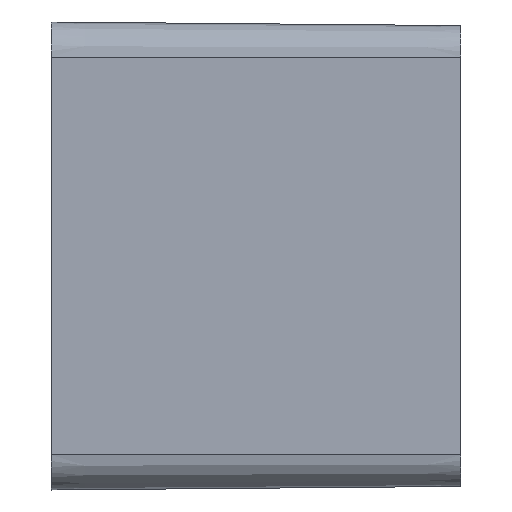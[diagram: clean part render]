
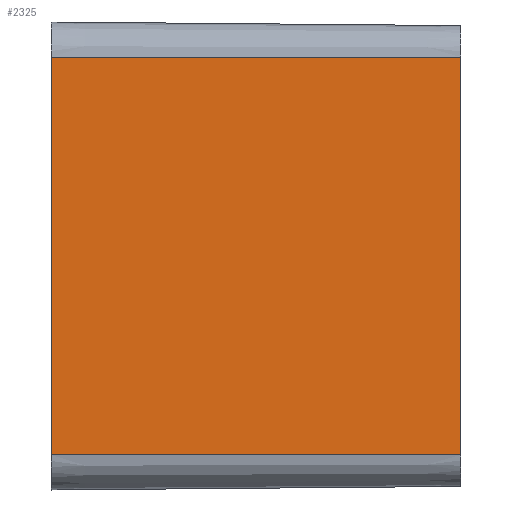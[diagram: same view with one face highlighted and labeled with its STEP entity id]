
A CAD part, left-side view. The second image highlights one B-rep face of the part: STEP entity #2325.
In plain terms, the highlighted planar face has unit normal (-1, -0.009, 0).
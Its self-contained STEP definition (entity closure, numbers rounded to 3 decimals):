
#11 = CARTESIAN_POINT ( 'NONE',  ( -79.389, -70., 34. ) ) ;
#27 = DIRECTION ( 'NONE',  ( 0., 0., 1. ) ) ;
#28 = VECTOR ( 'NONE', #27, 1000. ) ;
#29 = CARTESIAN_POINT ( 'NONE',  ( -79.389, -70., -34. ) ) ;
#30 = LINE ( 'NONE', #29, #28 ) ;
#97 = DIRECTION ( 'NONE',  ( -0.009, 1., 0. ) ) ;
#98 = VECTOR ( 'NONE', #97, 1000. ) ;
#99 = CARTESIAN_POINT ( 'NONE',  ( -80., 0., 34. ) ) ;
#100 = LINE ( 'NONE', #99, #98 ) ;
#101 = CARTESIAN_POINT ( 'NONE',  ( -80., 0., 34. ) ) ;
#329 = CARTESIAN_POINT ( 'NONE',  ( -80., 0., -34. ) ) ;
#330 = DIRECTION ( 'NONE',  ( 0., 0., 1. ) ) ;
#331 = VECTOR ( 'NONE', #330, 1000. ) ;
#332 = CARTESIAN_POINT ( 'NONE',  ( -80., 0., 34. ) ) ;
#333 = LINE ( 'NONE', #332, #331 ) ;
#388 = CARTESIAN_POINT ( 'NONE',  ( -79.389, -70., -34. ) ) ;
#389 = DIRECTION ( 'NONE',  ( -0.009, 1., 0. ) ) ;
#390 = VECTOR ( 'NONE', #389, 1000. ) ;
#391 = CARTESIAN_POINT ( 'NONE',  ( -80., 0., -34. ) ) ;
#392 = LINE ( 'NONE', #391, #390 ) ;
#2325 = ADVANCED_FACE ( 'NONE', ( #3635 ), #3634, .T. ) ;
#2406 = ORIENTED_EDGE ( 'NONE', *, *, #2407, .T. ) ;
#2407 = EDGE_CURVE ( 'NONE', #3778, #2421, #30, .T. ) ;
#2421 = VERTEX_POINT ( 'NONE', #11 ) ;
#3113 = ORIENTED_EDGE ( 'NONE', *, *, #3138, .T. ) ;
#3136 = VERTEX_POINT ( 'NONE', #101 ) ;
#3138 = EDGE_CURVE ( 'NONE', #2421, #3136, #100, .T. ) ;
#3630 = DIRECTION ( 'NONE',  ( 0.009, -1., 0. ) ) ;
#3631 = DIRECTION ( 'NONE',  ( -1., -0.009, 0. ) ) ;
#3632 = CARTESIAN_POINT ( 'NONE',  ( -80., 0., 34. ) ) ;
#3633 = AXIS2_PLACEMENT_3D ( 'NONE', #3632, #3631, #3630 ) ;
#3634 = PLANE ( 'NONE',  #3633 ) ;
#3635 = FACE_OUTER_BOUND ( 'NONE', #3772, .T. ) ;
#3772 = EDGE_LOOP ( 'NONE', ( #3773, #3776, #2406, #3113 ) ) ;
#3773 = ORIENTED_EDGE ( 'NONE', *, *, #3774, .F. ) ;
#3774 = EDGE_CURVE ( 'NONE', #3775, #3136, #333, .T. ) ;
#3775 = VERTEX_POINT ( 'NONE', #329 ) ;
#3776 = ORIENTED_EDGE ( 'NONE', *, *, #3777, .F. ) ;
#3777 = EDGE_CURVE ( 'NONE', #3778, #3775, #392, .T. ) ;
#3778 = VERTEX_POINT ( 'NONE', #388 ) ;
